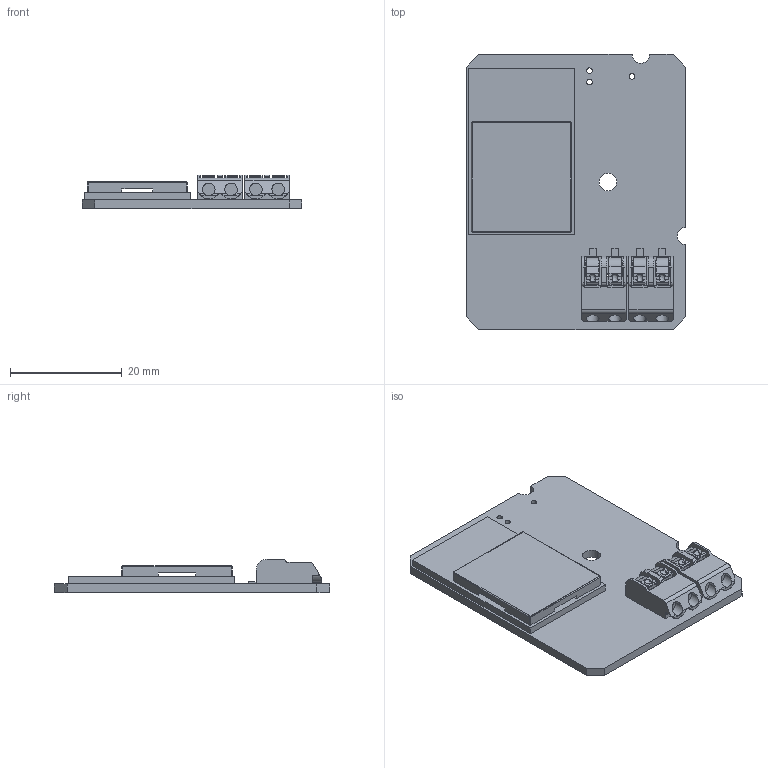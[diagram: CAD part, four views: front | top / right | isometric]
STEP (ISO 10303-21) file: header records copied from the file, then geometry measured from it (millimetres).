
FILE_DESCRIPTION (( 'STEP AP203' ), '1' );
FILE_NAME ('DIM10-087-00-df-REF-102616-120-014011-000.STEP', '2016-10-26T17:08:32', ( '' ), ( '' ), 'SwSTEP 2.0', 'SolidWorks 2016', '' );
FILE_SCHEMA (( 'CONFIG_CONTROL_DESIGN' ));
Length unit declared in the file: inch
Products named in the file (1): DIM10-087-00-df-REF-102616-120-014011-000
Bounding box: 39.37 x 49.28 x 6.04 mm (x, y, z)
Surface area: 6725 mm2 (no closed solid volume)
Topology: 0 solids, 7 shells, 358 faces, 1399 edges, 1011 vertices
Faces by surface type: plane 239, cylinder 109, bspline 10
Entity records: 15271 total; most frequent: CARTESIAN_POINT 3760, ORIENTED_EDGE 2247, DIRECTION 2223, EDGE_CURVE 1399, LINE 1047, VECTOR 1047, VERTEX_POINT 1011, AXIS2_PLACEMENT_3D 588
